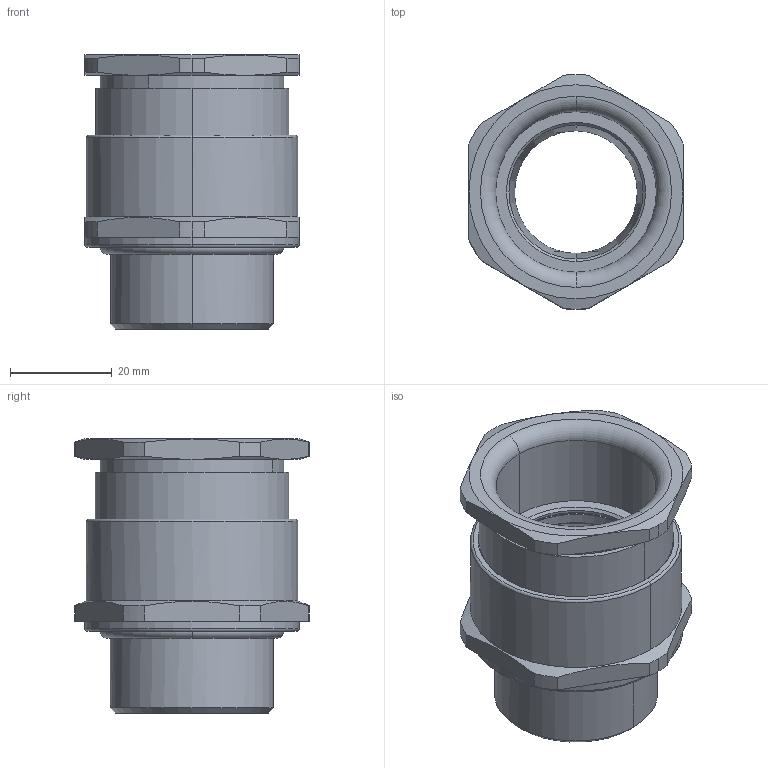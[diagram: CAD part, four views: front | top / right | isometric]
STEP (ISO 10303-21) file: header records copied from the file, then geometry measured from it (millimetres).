
FILE_DESCRIPTION(('CATIA V5 STEP Exchange','CAx-IF Rec.Pracs.--- Model Styling and Organization---1.4--- 2014-01-23'),'2;1');
FILE_NAME ('302893-2_1_1186920000_1186920000.stp','2020-12-02T08:03:21+00:00',('none'),('Weidmueller'),'CATIA Version 5-6 Release 2016 SP3 HF44','CATIA V5 STEP AP214','none');
FILE_SCHEMA(('AUTOMOTIVE_DESIGN { 1 0 10303 214 1 1 1 1 }'));
Length unit declared in the file: millimetre
Products named in the file (1): A2LF_M32-M32
Bounding box: 42 x 46 x 53.75 mm (x, y, z)
Volume: 28922.2 mm3; surface area: 19719.9 mm2
Topology: 3 solids, 3 shells, 126 faces, 298 edges, 184 vertices
Faces by surface type: cylinder 44, cone 34, plane 30, torus 18
Entity records: 3370 total; most frequent: CARTESIAN_POINT 728, ORIENTED_EDGE 596, DIRECTION 411, EDGE_CURVE 298, AXIS2_PLACEMENT_3D 247, VERTEX_POINT 184, CIRCLE 171, EDGE_LOOP 138
